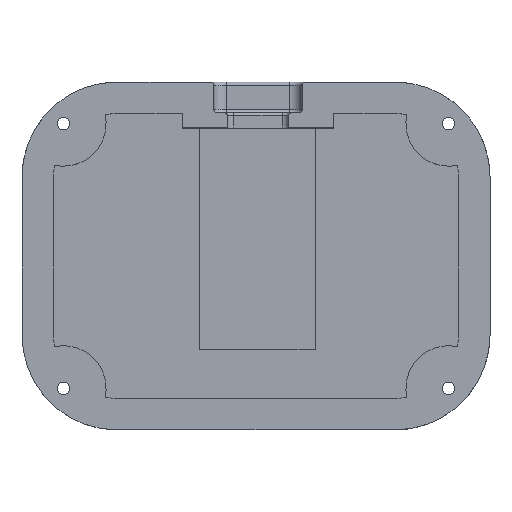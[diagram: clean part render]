
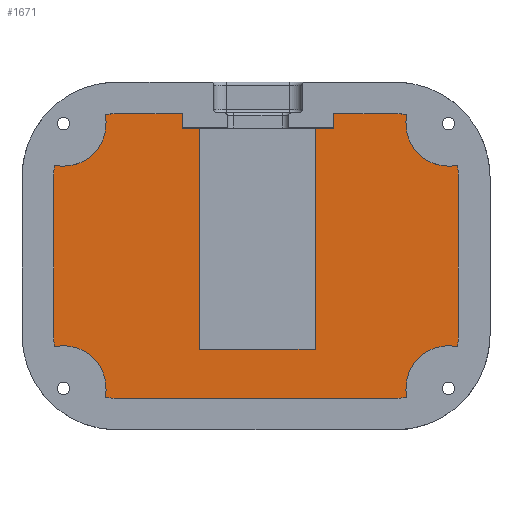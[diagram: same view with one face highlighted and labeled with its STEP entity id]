
A CAD part, top view. The second image highlights one B-rep face of the part: STEP entity #1671.
In plain terms, the highlighted planar face has unit normal (0, 0, 1).
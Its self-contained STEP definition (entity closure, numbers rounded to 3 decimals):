
#31=FACE_BOUND('',#281,.T.);
#62=PLANE('',#1907);
#174=FACE_OUTER_BOUND('',#280,.T.);
#280=EDGE_LOOP('',(#1513,#1514,#1515,#1516,#1517,#1518,#1519,#1520,#1521,
#1522,#1523,#1524,#1525,#1526,#1527,#1528,#1529,#1530,#1531,#1532));
#281=EDGE_LOOP('',(#1533,#1534,#1535,#1536));
#331=LINE('',#2677,#448);
#363=LINE('',#2875,#480);
#366=LINE('',#2880,#483);
#371=LINE('',#2896,#488);
#376=LINE('',#2912,#493);
#381=LINE('',#2928,#498);
#387=LINE('',#2945,#504);
#388=LINE('',#2948,#505);
#390=LINE('',#2951,#507);
#391=LINE('',#2955,#508);
#395=LINE('',#2962,#512);
#398=LINE('',#2967,#515);
#448=VECTOR('',#2119,10.);
#480=VECTOR('',#2363,10.);
#483=VECTOR('',#2368,10.);
#488=VECTOR('',#2387,10.);
#493=VECTOR('',#2406,10.);
#498=VECTOR('',#2425,10.);
#504=VECTOR('',#2445,10.);
#505=VECTOR('',#2448,10.);
#507=VECTOR('',#2452,10.);
#508=VECTOR('',#2455,10.);
#512=VECTOR('',#2461,10.);
#515=VECTOR('',#2468,10.);
#632=CIRCLE('',#1874,10.);
#633=CIRCLE('',#1876,6.75);
#634=CIRCLE('',#1878,10.);
#635=CIRCLE('',#1881,10.);
#636=CIRCLE('',#1883,6.75);
#637=CIRCLE('',#1885,10.);
#638=CIRCLE('',#1888,10.);
#639=CIRCLE('',#1890,6.75);
#640=CIRCLE('',#1892,10.);
#641=CIRCLE('',#1895,10.);
#642=CIRCLE('',#1897,6.75);
#643=CIRCLE('',#1899,10.);
#718=VERTEX_POINT('',#2675);
#719=VERTEX_POINT('',#2676);
#778=VERTEX_POINT('',#2873);
#779=VERTEX_POINT('',#2874);
#780=VERTEX_POINT('',#2879);
#781=VERTEX_POINT('',#2883);
#782=VERTEX_POINT('',#2887);
#783=VERTEX_POINT('',#2891);
#784=VERTEX_POINT('',#2895);
#785=VERTEX_POINT('',#2899);
#786=VERTEX_POINT('',#2903);
#787=VERTEX_POINT('',#2907);
#788=VERTEX_POINT('',#2911);
#789=VERTEX_POINT('',#2915);
#790=VERTEX_POINT('',#2919);
#791=VERTEX_POINT('',#2923);
#792=VERTEX_POINT('',#2927);
#793=VERTEX_POINT('',#2931);
#794=VERTEX_POINT('',#2935);
#795=VERTEX_POINT('',#2939);
#796=VERTEX_POINT('',#2943);
#797=VERTEX_POINT('',#2947);
#798=VERTEX_POINT('',#2953);
#799=VERTEX_POINT('',#2954);
#903=EDGE_CURVE('',#718,#719,#331,.T.);
#999=EDGE_CURVE('',#778,#779,#363,.T.);
#1002=EDGE_CURVE('',#778,#780,#366,.T.);
#1005=EDGE_CURVE('',#780,#781,#632,.T.);
#1006=EDGE_CURVE('',#781,#782,#633,.F.);
#1008=EDGE_CURVE('',#782,#783,#634,.T.);
#1010=EDGE_CURVE('',#783,#784,#371,.T.);
#1013=EDGE_CURVE('',#784,#785,#635,.T.);
#1014=EDGE_CURVE('',#786,#785,#636,.T.);
#1016=EDGE_CURVE('',#786,#787,#637,.T.);
#1018=EDGE_CURVE('',#787,#788,#376,.T.);
#1021=EDGE_CURVE('',#788,#789,#638,.T.);
#1022=EDGE_CURVE('',#789,#790,#639,.F.);
#1024=EDGE_CURVE('',#790,#791,#640,.T.);
#1026=EDGE_CURVE('',#791,#792,#381,.T.);
#1029=EDGE_CURVE('',#793,#792,#641,.F.);
#1030=EDGE_CURVE('',#793,#794,#642,.F.);
#1032=EDGE_CURVE('',#795,#794,#643,.F.);
#1035=EDGE_CURVE('',#795,#796,#387,.T.);
#1036=EDGE_CURVE('',#797,#796,#388,.T.);
#1038=EDGE_CURVE('',#779,#797,#390,.F.);
#1039=EDGE_CURVE('',#798,#799,#391,.T.);
#1043=EDGE_CURVE('',#719,#798,#395,.T.);
#1046=EDGE_CURVE('',#799,#718,#398,.T.);
#1513=ORIENTED_EDGE('',*,*,#1038,.T.);
#1514=ORIENTED_EDGE('',*,*,#1036,.T.);
#1515=ORIENTED_EDGE('',*,*,#1035,.F.);
#1516=ORIENTED_EDGE('',*,*,#1032,.T.);
#1517=ORIENTED_EDGE('',*,*,#1030,.F.);
#1518=ORIENTED_EDGE('',*,*,#1029,.T.);
#1519=ORIENTED_EDGE('',*,*,#1026,.F.);
#1520=ORIENTED_EDGE('',*,*,#1024,.F.);
#1521=ORIENTED_EDGE('',*,*,#1022,.F.);
#1522=ORIENTED_EDGE('',*,*,#1021,.F.);
#1523=ORIENTED_EDGE('',*,*,#1018,.F.);
#1524=ORIENTED_EDGE('',*,*,#1016,.F.);
#1525=ORIENTED_EDGE('',*,*,#1014,.T.);
#1526=ORIENTED_EDGE('',*,*,#1013,.F.);
#1527=ORIENTED_EDGE('',*,*,#1010,.F.);
#1528=ORIENTED_EDGE('',*,*,#1008,.F.);
#1529=ORIENTED_EDGE('',*,*,#1006,.F.);
#1530=ORIENTED_EDGE('',*,*,#1005,.F.);
#1531=ORIENTED_EDGE('',*,*,#1002,.F.);
#1532=ORIENTED_EDGE('',*,*,#999,.T.);
#1533=ORIENTED_EDGE('',*,*,#1046,.T.);
#1534=ORIENTED_EDGE('',*,*,#903,.T.);
#1535=ORIENTED_EDGE('',*,*,#1043,.T.);
#1536=ORIENTED_EDGE('',*,*,#1039,.T.);
#1671=ADVANCED_FACE('',(#174,#31),#62,.F.);
#1874=AXIS2_PLACEMENT_3D('',#2885,#2373,#2374);
#1876=AXIS2_PLACEMENT_3D('',#2888,#2377,#2378);
#1878=AXIS2_PLACEMENT_3D('',#2892,#2382,#2383);
#1881=AXIS2_PLACEMENT_3D('',#2901,#2392,#2393);
#1883=AXIS2_PLACEMENT_3D('',#2904,#2396,#2397);
#1885=AXIS2_PLACEMENT_3D('',#2908,#2401,#2402);
#1888=AXIS2_PLACEMENT_3D('',#2917,#2411,#2412);
#1890=AXIS2_PLACEMENT_3D('',#2920,#2415,#2416);
#1892=AXIS2_PLACEMENT_3D('',#2924,#2420,#2421);
#1895=AXIS2_PLACEMENT_3D('',#2933,#2430,#2431);
#1897=AXIS2_PLACEMENT_3D('',#2936,#2434,#2435);
#1899=AXIS2_PLACEMENT_3D('',#2940,#2439,#2440);
#1907=AXIS2_PLACEMENT_3D('',#2968,#2469,#2470);
#2119=DIRECTION('',(0.,-1.,0.));
#2363=DIRECTION('',(0.,-1.,0.));
#2368=DIRECTION('',(1.,0.,0.));
#2373=DIRECTION('center_axis',(0.,0.,-1.));
#2374=DIRECTION('ref_axis',(0.,1.,0.));
#2377=DIRECTION('center_axis',(0.,0.,-1.));
#2378=DIRECTION('ref_axis',(-1.,0.,0.));
#2382=DIRECTION('center_axis',(0.,0.,-1.));
#2383=DIRECTION('ref_axis',(0.,1.,0.));
#2387=DIRECTION('',(0.,-1.,0.));
#2392=DIRECTION('center_axis',(0.,0.,-1.));
#2393=DIRECTION('ref_axis',(1.,0.,0.));
#2396=DIRECTION('center_axis',(0.,0.,-1.));
#2397=DIRECTION('ref_axis',(-1.,0.,0.));
#2401=DIRECTION('center_axis',(0.,0.,-1.));
#2402=DIRECTION('ref_axis',(1.,0.,0.));
#2406=DIRECTION('',(-1.,0.,0.));
#2411=DIRECTION('center_axis',(0.,0.,-1.));
#2412=DIRECTION('ref_axis',(0.,-1.,0.));
#2415=DIRECTION('center_axis',(0.,0.,-1.));
#2416=DIRECTION('ref_axis',(-1.,0.,0.));
#2420=DIRECTION('center_axis',(0.,0.,-1.));
#2421=DIRECTION('ref_axis',(0.,-1.,0.));
#2425=DIRECTION('',(0.,1.,0.));
#2430=DIRECTION('center_axis',(0.,0.,-1.));
#2431=DIRECTION('ref_axis',(-1.,0.,0.));
#2434=DIRECTION('center_axis',(0.,0.,-1.));
#2435=DIRECTION('ref_axis',(-1.,0.,0.));
#2439=DIRECTION('center_axis',(0.,0.,-1.));
#2440=DIRECTION('ref_axis',(-1.,0.,0.));
#2445=DIRECTION('',(1.,0.,0.));
#2448=DIRECTION('',(0.,1.,0.));
#2452=DIRECTION('',(1.,0.,0.));
#2455=DIRECTION('',(0.,1.,0.));
#2461=DIRECTION('',(-1.,0.,0.));
#2468=DIRECTION('',(1.,0.,0.));
#2469=DIRECTION('center_axis',(0.,0.,-1.));
#2470=DIRECTION('ref_axis',(1.,0.,0.));
#2675=CARTESIAN_POINT('',(37.932,1.226,-0.5));
#2676=CARTESIAN_POINT('',(37.932,-33.817,-0.5));
#2677=CARTESIAN_POINT('',(37.932,-10.674,-0.5));
#2873=CARTESIAN_POINT('',(40.885,3.5,-0.5));
#2874=CARTESIAN_POINT('',(40.885,1.226,-0.5));
#2875=CARTESIAN_POINT('',(40.885,-5.275,-0.5));
#2879=CARTESIAN_POINT('',(50.65,3.5,-0.5));
#2880=CARTESIAN_POINT('',(17.538,3.5,-0.5));
#2883=CARTESIAN_POINT('',(52.475,3.332,-0.5));
#2885=CARTESIAN_POINT('Origin',(50.65,-6.5,-0.5));
#2887=CARTESIAN_POINT('',(60.482,-4.675,-0.5));
#2888=CARTESIAN_POINT('Origin',(59.077,1.927,-0.5));
#2891=CARTESIAN_POINT('',(60.65,-6.5,-0.5));
#2892=CARTESIAN_POINT('Origin',(50.65,-6.5,-0.5));
#2895=CARTESIAN_POINT('',(60.65,-31.6,-0.5));
#2896=CARTESIAN_POINT('',(60.65,-12.775,-0.5));
#2899=CARTESIAN_POINT('',(60.482,-33.425,-0.5));
#2901=CARTESIAN_POINT('Origin',(50.65,-31.6,-0.5));
#2903=CARTESIAN_POINT('',(52.475,-41.432,-0.5));
#2904=CARTESIAN_POINT('Origin',(59.077,-40.027,-0.5));
#2907=CARTESIAN_POINT('',(50.65,-41.6,-0.5));
#2908=CARTESIAN_POINT('Origin',(50.65,-31.6,-0.5));
#2911=CARTESIAN_POINT('',(6.5,-41.6,-0.5));
#2912=CARTESIAN_POINT('',(39.613,-41.6,-0.5));
#2915=CARTESIAN_POINT('',(4.678,-41.433,-0.5));
#2917=CARTESIAN_POINT('Origin',(6.5,-31.6,-0.5));
#2919=CARTESIAN_POINT('',(-3.333,-33.422,-0.5));
#2920=CARTESIAN_POINT('Origin',(-1.923,-40.023,-0.5));
#2923=CARTESIAN_POINT('',(-3.5,-31.6,-0.5));
#2924=CARTESIAN_POINT('Origin',(6.5,-31.6,-0.5));
#2927=CARTESIAN_POINT('',(-3.5,-6.5,-0.5));
#2928=CARTESIAN_POINT('',(-3.5,-25.325,-0.5));
#2931=CARTESIAN_POINT('',(-3.332,-4.675,-0.5));
#2933=CARTESIAN_POINT('Origin',(6.5,-6.5,-0.5));
#2935=CARTESIAN_POINT('',(4.675,3.332,-0.5));
#2936=CARTESIAN_POINT('Origin',(-1.928,1.928,-0.5));
#2939=CARTESIAN_POINT('',(6.5,3.5,-0.5));
#2940=CARTESIAN_POINT('Origin',(6.5,-6.5,-0.5));
#2943=CARTESIAN_POINT('',(16.885,3.5,-0.5));
#2945=CARTESIAN_POINT('',(17.538,3.5,-0.5));
#2947=CARTESIAN_POINT('',(16.885,1.226,-0.5));
#2948=CARTESIAN_POINT('',(16.885,-7.7,-0.5));
#2951=CARTESIAN_POINT('',(32.23,1.226,-0.5));
#2953=CARTESIAN_POINT('',(19.652,-33.817,-0.5));
#2954=CARTESIAN_POINT('',(19.652,1.226,-0.5));
#2955=CARTESIAN_POINT('',(19.652,-10.674,-0.5));
#2962=CARTESIAN_POINT('',(33.128,-33.817,-0.5));
#2967=CARTESIAN_POINT('',(33.128,1.226,-0.5));
#2968=CARTESIAN_POINT('Origin',(28.575,-19.05,-0.5));
